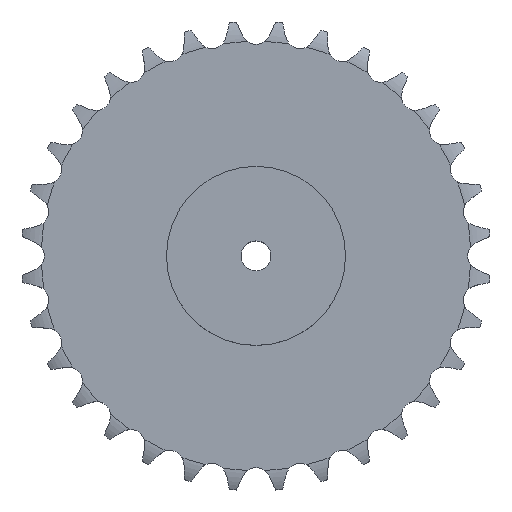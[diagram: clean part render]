
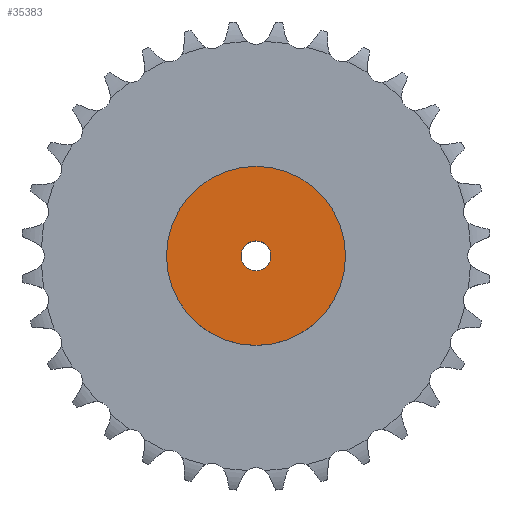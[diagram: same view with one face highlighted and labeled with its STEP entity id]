
A CAD part, top view. The second image highlights one B-rep face of the part: STEP entity #35383.
In plain terms, the highlighted planar face has unit normal (0, 0, 1).
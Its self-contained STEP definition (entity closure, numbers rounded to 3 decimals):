
#4101 = CYLINDRICAL_SURFACE('',#4102,90.);
#4102 = AXIS2_PLACEMENT_3D('',#4103,#4104,#4105);
#4103 = CARTESIAN_POINT('',(0.,0.,0.));
#4104 = DIRECTION('',(-0.,-0.,-1.));
#4105 = DIRECTION('',(1.,0.,0.));
#22406 = VERTEX_POINT('',#22407);
#22407 = CARTESIAN_POINT('',(90.,0.,75.));
#22428 = EDGE_CURVE('',#22406,#22406,#22429,.T.);
#22429 = SURFACE_CURVE('',#22430,(#22435,#22442),.PCURVE_S1.);
#22430 = CIRCLE('',#22431,90.);
#22431 = AXIS2_PLACEMENT_3D('',#22432,#22433,#22434);
#22432 = CARTESIAN_POINT('',(0.,0.,75.));
#22433 = DIRECTION('',(0.,0.,1.));
#22434 = DIRECTION('',(1.,0.,0.));
#22435 = PCURVE('',#4101,#22436);
#22436 = DEFINITIONAL_REPRESENTATION('',(#22437),#22441);
#22437 = LINE('',#22438,#22439);
#22438 = CARTESIAN_POINT('',(-0.,-75.));
#22439 = VECTOR('',#22440,1.);
#22440 = DIRECTION('',(-1.,0.));
#22441 = ( GEOMETRIC_REPRESENTATION_CONTEXT(2) 
PARAMETRIC_REPRESENTATION_CONTEXT() REPRESENTATION_CONTEXT('2D SPACE',''
  ) );
#22442 = PCURVE('',#22443,#22448);
#22443 = PLANE('',#22444);
#22444 = AXIS2_PLACEMENT_3D('',#22445,#22446,#22447);
#22445 = CARTESIAN_POINT('',(0.,0.,75.)
  );
#22446 = DIRECTION('',(0.,0.,1.));
#22447 = DIRECTION('',(1.,0.,0.));
#22448 = DEFINITIONAL_REPRESENTATION('',(#22449),#22453);
#22449 = CIRCLE('',#22450,90.);
#22450 = AXIS2_PLACEMENT_2D('',#22451,#22452);
#22451 = CARTESIAN_POINT('',(0.,0.));
#22452 = DIRECTION('',(1.,0.));
#22453 = ( GEOMETRIC_REPRESENTATION_CONTEXT(2) 
PARAMETRIC_REPRESENTATION_CONTEXT() REPRESENTATION_CONTEXT('2D SPACE',''
  ) );
#30133 = CYLINDRICAL_SURFACE('',#30134,15.);
#30134 = AXIS2_PLACEMENT_3D('',#30135,#30136,#30137);
#30135 = CARTESIAN_POINT('',(0.,0.,709.98));
#30136 = DIRECTION('',(0.,0.,1.));
#30137 = DIRECTION('',(1.,0.,0.));
#35383 = ADVANCED_FACE('',(#35384,#35387),#22443,.T.);
#35384 = FACE_BOUND('',#35385,.T.);
#35385 = EDGE_LOOP('',(#35386));
#35386 = ORIENTED_EDGE('',*,*,#22428,.T.);
#35387 = FACE_BOUND('',#35388,.T.);
#35388 = EDGE_LOOP('',(#35389));
#35389 = ORIENTED_EDGE('',*,*,#35390,.F.);
#35390 = EDGE_CURVE('',#35391,#35391,#35393,.T.);
#35391 = VERTEX_POINT('',#35392);
#35392 = CARTESIAN_POINT('',(15.,0.,75.));
#35393 = SURFACE_CURVE('',#35394,(#35399,#35406),.PCURVE_S1.);
#35394 = CIRCLE('',#35395,15.);
#35395 = AXIS2_PLACEMENT_3D('',#35396,#35397,#35398);
#35396 = CARTESIAN_POINT('',(0.,0.,75.));
#35397 = DIRECTION('',(0.,0.,1.));
#35398 = DIRECTION('',(1.,0.,0.));
#35399 = PCURVE('',#22443,#35400);
#35400 = DEFINITIONAL_REPRESENTATION('',(#35401),#35405);
#35401 = CIRCLE('',#35402,15.);
#35402 = AXIS2_PLACEMENT_2D('',#35403,#35404);
#35403 = CARTESIAN_POINT('',(0.,0.));
#35404 = DIRECTION('',(1.,0.));
#35405 = ( GEOMETRIC_REPRESENTATION_CONTEXT(2) 
PARAMETRIC_REPRESENTATION_CONTEXT() REPRESENTATION_CONTEXT('2D SPACE',''
  ) );
#35406 = PCURVE('',#30133,#35407);
#35407 = DEFINITIONAL_REPRESENTATION('',(#35408),#35412);
#35408 = LINE('',#35409,#35410);
#35409 = CARTESIAN_POINT('',(0.,-634.98));
#35410 = VECTOR('',#35411,1.);
#35411 = DIRECTION('',(1.,0.));
#35412 = ( GEOMETRIC_REPRESENTATION_CONTEXT(2) 
PARAMETRIC_REPRESENTATION_CONTEXT() REPRESENTATION_CONTEXT('2D SPACE',''
  ) );
